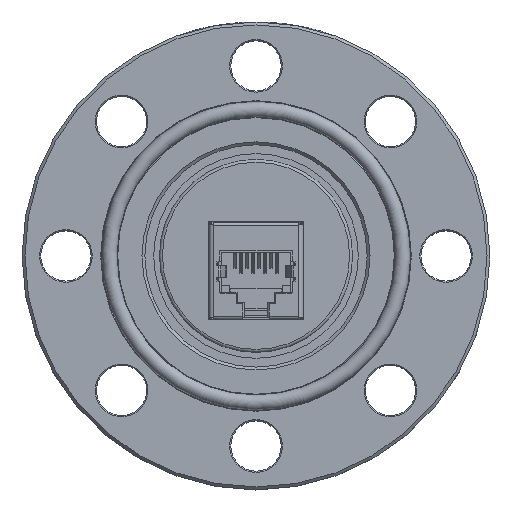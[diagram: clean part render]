
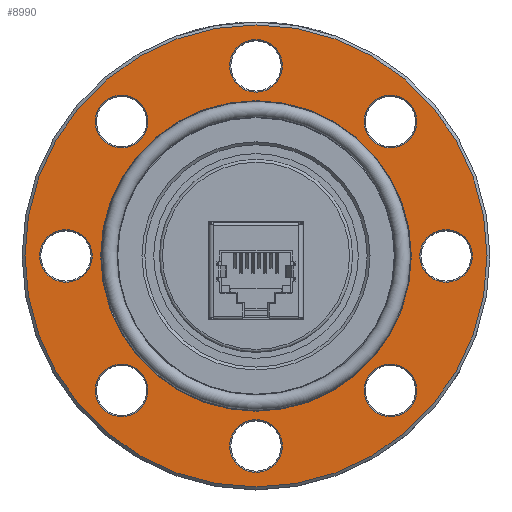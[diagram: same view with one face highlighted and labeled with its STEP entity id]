
A CAD part, top view. The second image highlights one B-rep face of the part: STEP entity #8990.
In plain terms, the highlighted planar face has unit normal (0, 0, 1).
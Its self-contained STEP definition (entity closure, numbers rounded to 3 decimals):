
#254 = DIRECTION ( 'NONE',  ( 1., 0., 0. ) ) ;
#524 = CARTESIAN_POINT ( 'NONE',  ( 32.5, 0., 0. ) ) ;
#579 = EDGE_CURVE ( 'NONE', #1783, #1783, #638, .T. ) ;
#596 = CARTESIAN_POINT ( 'NONE',  ( 22.981, -22.981, 0. ) ) ;
#610 = CARTESIAN_POINT ( 'NONE',  ( 26.55, 0., 0. ) ) ;
#638 = CIRCLE ( 'NONE', #1566, 4.5 ) ;
#1280 = ORIENTED_EDGE ( 'NONE', *, *, #23481, .T. ) ;
#1566 = AXIS2_PLACEMENT_3D ( 'NONE', #8396, #19024, #25755 ) ;
#1612 = ORIENTED_EDGE ( 'NONE', *, *, #14148, .T. ) ;
#1631 = EDGE_CURVE ( 'NONE', #4223, #4223, #12099, .T. ) ;
#1641 = CARTESIAN_POINT ( 'NONE',  ( 37., 0., 0. ) ) ;
#1660 = FACE_BOUND ( 'NONE', #5381, .T. ) ;
#1783 = VERTEX_POINT ( 'NONE', #25709 ) ;
#2169 = DIRECTION ( 'NONE',  ( 1., 0., 0. ) ) ;
#2321 = EDGE_LOOP ( 'NONE', ( #14650 ) ) ;
#2475 = CIRCLE ( 'NONE', #19409, 39.5 ) ;
#2486 = VERTEX_POINT ( 'NONE', #24266 ) ;
#2632 = VERTEX_POINT ( 'NONE', #13380 ) ;
#3719 = CARTESIAN_POINT ( 'NONE',  ( 0., 32.5, 0. ) ) ;
#3922 = CARTESIAN_POINT ( 'NONE',  ( 22.981, 22.981, 0. ) ) ;
#4101 = FACE_BOUND ( 'NONE', #5944, .T. ) ;
#4219 = CIRCLE ( 'NONE', #15629, 4.5 ) ;
#4223 = VERTEX_POINT ( 'NONE', #13098 ) ;
#4612 = ORIENTED_EDGE ( 'NONE', *, *, #19188, .T. ) ;
#5380 = EDGE_LOOP ( 'NONE', ( #18941 ) ) ;
#5381 = EDGE_LOOP ( 'NONE', ( #20936 ) ) ;
#5944 = EDGE_LOOP ( 'NONE', ( #23819 ) ) ;
#6222 = ORIENTED_EDGE ( 'NONE', *, *, #14855, .T. ) ;
#6342 = EDGE_CURVE ( 'NONE', #16820, #16820, #7089, .T. ) ;
#6663 = FACE_BOUND ( 'NONE', #10587, .T. ) ;
#6741 = AXIS2_PLACEMENT_3D ( 'NONE', #19141, #8809, #13118 ) ;
#6742 = CARTESIAN_POINT ( 'NONE',  ( -32.5, 0., 0. ) ) ;
#6781 = VERTEX_POINT ( 'NONE', #610 ) ;
#6787 = AXIS2_PLACEMENT_3D ( 'NONE', #19463, #24052, #254 ) ;
#6920 = CARTESIAN_POINT ( 'NONE',  ( -18.481, 22.981, 0. ) ) ;
#7053 = VERTEX_POINT ( 'NONE', #13798 ) ;
#7089 = CIRCLE ( 'NONE', #24480, 4.5 ) ;
#7253 = DIRECTION ( 'NONE',  ( 1., 0., 0. ) ) ;
#7440 = EDGE_LOOP ( 'NONE', ( #1280 ) ) ;
#7994 = EDGE_LOOP ( 'NONE', ( #20516 ) ) ;
#8348 = CARTESIAN_POINT ( 'NONE',  ( 4.5, -32.5, 0. ) ) ;
#8391 = EDGE_CURVE ( 'NONE', #28000, #28000, #26311, .T. ) ;
#8396 = CARTESIAN_POINT ( 'NONE',  ( -22.981, -22.981, 0. ) ) ;
#8633 = DIRECTION ( 'NONE',  ( 0., 0., -1. ) ) ;
#8771 = EDGE_CURVE ( 'NONE', #25839, #25839, #16354, .T. ) ;
#8795 = DIRECTION ( 'NONE',  ( 1., 0., 0. ) ) ;
#8809 = DIRECTION ( 'NONE',  ( 0., 0., 1. ) ) ;
#8990 = ADVANCED_FACE ( 'NONE', ( #21877, #12831, #1660, #10814, #16986, #25729, #14975, #6663, #4101, #12971 ), #10387, .T. ) ;
#9205 = VERTEX_POINT ( 'NONE', #6920 ) ;
#9678 = CARTESIAN_POINT ( 'NONE',  ( 0., 0., 0. ) ) ;
#9729 = ORIENTED_EDGE ( 'NONE', *, *, #22844, .T. ) ;
#9928 = AXIS2_PLACEMENT_3D ( 'NONE', #524, #17872, #7253 ) ;
#10275 = DIRECTION ( 'NONE',  ( 1., 0., 0. ) ) ;
#10387 = PLANE ( 'NONE',  #6741 ) ;
#10587 = EDGE_LOOP ( 'NONE', ( #4612 ) ) ;
#10814 = FACE_BOUND ( 'NONE', #7994, .T. ) ;
#11486 = DIRECTION ( 'NONE',  ( 1., 0., 0. ) ) ;
#11722 = AXIS2_PLACEMENT_3D ( 'NONE', #17670, #15511, #17808 ) ;
#12099 = CIRCLE ( 'NONE', #20807, 4.5 ) ;
#12831 = FACE_BOUND ( 'NONE', #19630, .T. ) ;
#12868 = DIRECTION ( 'NONE',  ( 0., 0., -1. ) ) ;
#12971 = FACE_BOUND ( 'NONE', #23065, .T. ) ;
#13098 = CARTESIAN_POINT ( 'NONE',  ( 4.5, 32.5, 0. ) ) ;
#13118 = DIRECTION ( 'NONE',  ( 1., 0., 0. ) ) ;
#13380 = CARTESIAN_POINT ( 'NONE',  ( 27.481, -22.981, 0. ) ) ;
#13798 = CARTESIAN_POINT ( 'NONE',  ( 27.481, 22.981, 0. ) ) ;
#14148 = EDGE_CURVE ( 'NONE', #6781, #6781, #14938, .T. ) ;
#14526 = EDGE_LOOP ( 'NONE', ( #9729 ) ) ;
#14650 = ORIENTED_EDGE ( 'NONE', *, *, #8391, .T. ) ;
#14855 = EDGE_CURVE ( 'NONE', #9205, #9205, #15930, .T. ) ;
#14938 = CIRCLE ( 'NONE', #11722, 26.55 ) ;
#14975 = FACE_BOUND ( 'NONE', #5380, .T. ) ;
#15109 = DIRECTION ( 'NONE',  ( 0., 0., -1. ) ) ;
#15511 = DIRECTION ( 'NONE',  ( 0., 0., -1. ) ) ;
#15629 = AXIS2_PLACEMENT_3D ( 'NONE', #596, #20661, #11486 ) ;
#15930 = CIRCLE ( 'NONE', #6787, 4.5 ) ;
#16354 = CIRCLE ( 'NONE', #9928, 4.5 ) ;
#16820 = VERTEX_POINT ( 'NONE', #16963 ) ;
#16963 = CARTESIAN_POINT ( 'NONE',  ( -28., 0., 0. ) ) ;
#16986 = FACE_BOUND ( 'NONE', #2321, .T. ) ;
#17670 = CARTESIAN_POINT ( 'NONE',  ( 0., 0., 0. ) ) ;
#17808 = DIRECTION ( 'NONE',  ( 1., 0., 0. ) ) ;
#17872 = DIRECTION ( 'NONE',  ( 0., 0., -1. ) ) ;
#18941 = ORIENTED_EDGE ( 'NONE', *, *, #8771, .T. ) ;
#19024 = DIRECTION ( 'NONE',  ( 0., 0., -1. ) ) ;
#19141 = CARTESIAN_POINT ( 'NONE',  ( 0., 0., 0. ) ) ;
#19188 = EDGE_CURVE ( 'NONE', #7053, #7053, #26979, .T. ) ;
#19409 = AXIS2_PLACEMENT_3D ( 'NONE', #9678, #26894, #27041 ) ;
#19463 = CARTESIAN_POINT ( 'NONE',  ( -22.981, 22.981, 0. ) ) ;
#19630 = EDGE_LOOP ( 'NONE', ( #6222 ) ) ;
#20516 = ORIENTED_EDGE ( 'NONE', *, *, #579, .T. ) ;
#20661 = DIRECTION ( 'NONE',  ( 0., 0., -1. ) ) ;
#20807 = AXIS2_PLACEMENT_3D ( 'NONE', #3719, #12868, #10275 ) ;
#20936 = ORIENTED_EDGE ( 'NONE', *, *, #6342, .T. ) ;
#21279 = AXIS2_PLACEMENT_3D ( 'NONE', #21428, #15109, #8795 ) ;
#21428 = CARTESIAN_POINT ( 'NONE',  ( 0., -32.5, 0. ) ) ;
#21809 = DIRECTION ( 'NONE',  ( 0., 0., -1. ) ) ;
#21877 = FACE_OUTER_BOUND ( 'NONE', #7440, .T. ) ;
#22844 = EDGE_CURVE ( 'NONE', #2632, #2632, #4219, .T. ) ;
#23065 = EDGE_LOOP ( 'NONE', ( #1612 ) ) ;
#23481 = EDGE_CURVE ( 'NONE', #2486, #2486, #2475, .T. ) ;
#23819 = ORIENTED_EDGE ( 'NONE', *, *, #1631, .T. ) ;
#24052 = DIRECTION ( 'NONE',  ( 0., 0., -1. ) ) ;
#24266 = CARTESIAN_POINT ( 'NONE',  ( 39.5, 0., 0. ) ) ;
#24480 = AXIS2_PLACEMENT_3D ( 'NONE', #6742, #21809, #2169 ) ;
#25596 = AXIS2_PLACEMENT_3D ( 'NONE', #3922, #8633, #28122 ) ;
#25709 = CARTESIAN_POINT ( 'NONE',  ( -18.481, -22.981, 0. ) ) ;
#25729 = FACE_BOUND ( 'NONE', #14526, .T. ) ;
#25755 = DIRECTION ( 'NONE',  ( 1., 0., 0. ) ) ;
#25839 = VERTEX_POINT ( 'NONE', #1641 ) ;
#26311 = CIRCLE ( 'NONE', #21279, 4.5 ) ;
#26894 = DIRECTION ( 'NONE',  ( 0., 0., 1. ) ) ;
#26979 = CIRCLE ( 'NONE', #25596, 4.5 ) ;
#27041 = DIRECTION ( 'NONE',  ( 1., 0., 0. ) ) ;
#28000 = VERTEX_POINT ( 'NONE', #8348 ) ;
#28122 = DIRECTION ( 'NONE',  ( 1., 0., 0. ) ) ;
